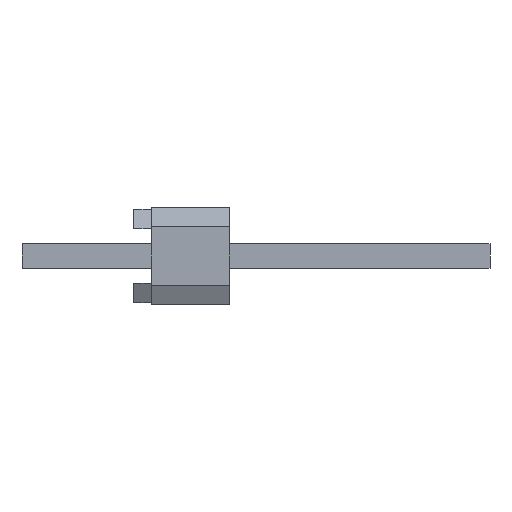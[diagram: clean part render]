
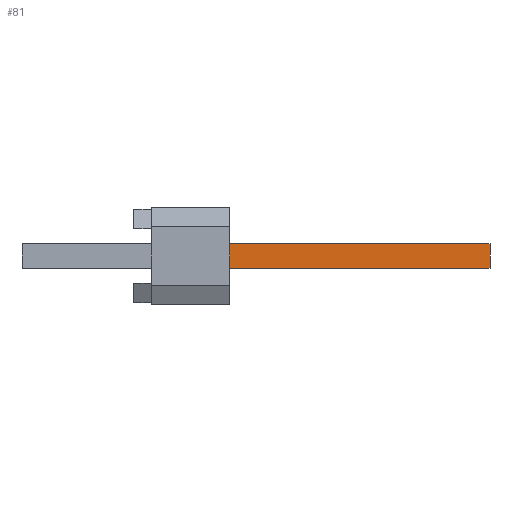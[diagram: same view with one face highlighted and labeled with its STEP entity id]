
A CAD part, left-side view. The second image highlights one B-rep face of the part: STEP entity #81.
In plain terms, the highlighted planar face has unit normal (-1, 0, 0).
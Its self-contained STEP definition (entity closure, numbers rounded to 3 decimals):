
#81=ADVANCED_FACE('',(#233),#234,.T.);
#233=FACE_OUTER_BOUND('',#489,.T.);
#234=PLANE('',#490);
#489=EDGE_LOOP('',(#894,#895,#896,#897));
#490=AXIS2_PLACEMENT_3D('',#898,#899,#900);
#894=ORIENTED_EDGE('',*,*,#1724,.T.);
#895=ORIENTED_EDGE('',*,*,#1770,.T.);
#896=ORIENTED_EDGE('',*,*,#1730,.F.);
#897=ORIENTED_EDGE('',*,*,#1759,.F.);
#898=CARTESIAN_POINT('',(-2.858,-1.016,-0.318));
#899=DIRECTION('',(-1.0,0.0,0.0));
#900=DIRECTION('',(0.0,0.0,1.0));
#1724=EDGE_CURVE('',#2119,#2117,#2120,.T.);
#1730=EDGE_CURVE('',#2128,#2129,#2130,.T.);
#1759=EDGE_CURVE('',#2119,#2128,#2185,.T.);
#1770=EDGE_CURVE('',#2117,#2129,#2204,.T.);
#2117=VERTEX_POINT('',#2685);
#2119=VERTEX_POINT('',#2688);
#2120=LINE('',#2689,#2690);
#2128=VERTEX_POINT('',#2703);
#2129=VERTEX_POINT('',#2704);
#2130=LINE('',#2705,#2706);
#2185=LINE('',#2789,#2790);
#2204=LINE('',#2819,#2820);
#2685=CARTESIAN_POINT('',(-2.858,-7.772,-0.318));
#2688=CARTESIAN_POINT('',(-2.858,-1.016,-0.318));
#2689=CARTESIAN_POINT('',(-2.858,-1.016,-0.318));
#2690=VECTOR('',#3278,6.756);
#2703=CARTESIAN_POINT('',(-2.858,-1.016,0.318));
#2704=CARTESIAN_POINT('',(-2.858,-7.772,0.318));
#2705=CARTESIAN_POINT('',(-2.858,-1.016,0.318));
#2706=VECTOR('',#3284,6.756);
#2789=CARTESIAN_POINT('',(-2.858,-1.016,-0.318));
#2790=VECTOR('',#3313,0.635);
#2819=CARTESIAN_POINT('',(-2.858,-7.772,-0.318));
#2820=VECTOR('',#3324,0.635);
#3278=DIRECTION('',(0.0,-1.0,0.0));
#3284=DIRECTION('',(0.0,-1.0,0.0));
#3313=DIRECTION('',(0.0,0.0,1.0));
#3324=DIRECTION('',(0.0,0.0,1.0));
